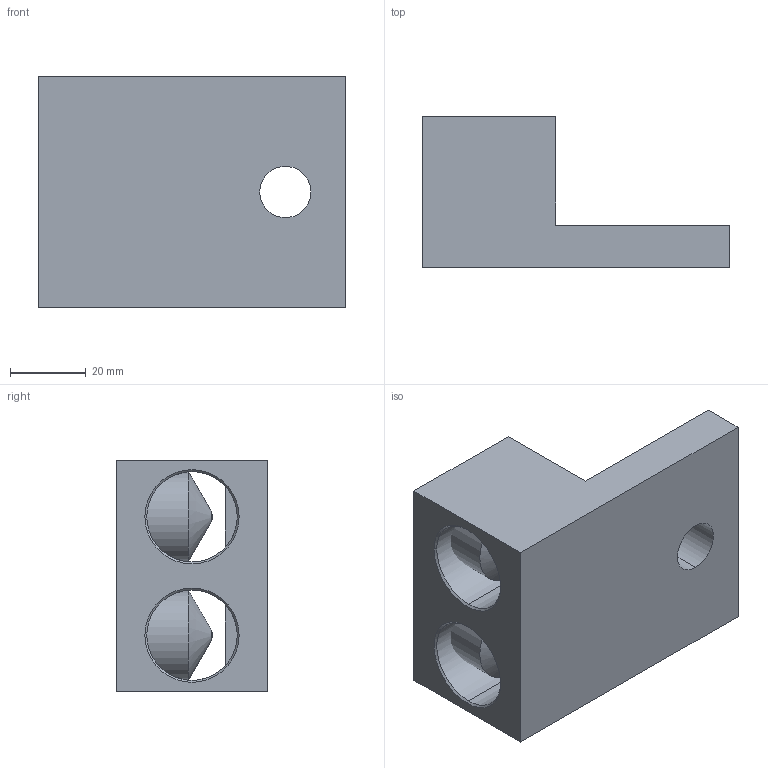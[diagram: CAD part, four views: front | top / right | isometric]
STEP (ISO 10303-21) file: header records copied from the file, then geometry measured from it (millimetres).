
FILE_DESCRIPTION (( 'STEP AP203' ), '1' );
FILE_NAME ('L2A-600-1.step', '2023-11-15T15:14:48', ( '' ), ( '' ), 'SwSTEP 2.0', 'SolidWorks 2023', '' );
FILE_SCHEMA (( 'CONFIG_CONTROL_DESIGN' ));
Length unit declared in the file: inch
Products named in the file (1): L2A-600-1
Bounding box: 81 x 39.8 x 61.1 mm (x, y, z)
Volume: 90938.2 mm3; surface area: 27836.4 mm2
Topology: 3 solids, 3 shells, 102 faces, 274 edges, 174 vertices
Faces by surface type: plane 48, cone 34, cylinder 18, bspline 2
Entity records: 3511 total; most frequent: CARTESIAN_POINT 861, ORIENTED_EDGE 540, DIRECTION 540, EDGE_CURVE 270, AXIS2_PLACEMENT_3D 197, VERTEX_POINT 174, LINE 146, VECTOR 146
